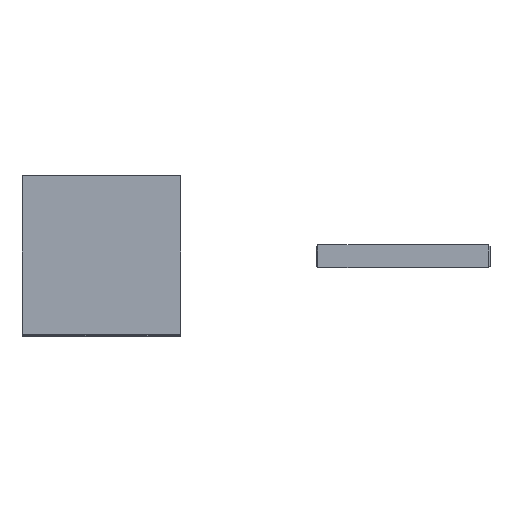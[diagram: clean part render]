
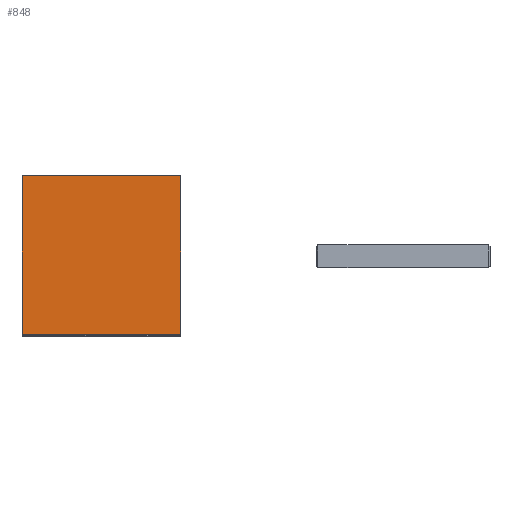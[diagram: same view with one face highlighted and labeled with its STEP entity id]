
A CAD part, top view. The second image highlights one B-rep face of the part: STEP entity #848.
In plain terms, the highlighted planar face has unit normal (0, 0, 1).
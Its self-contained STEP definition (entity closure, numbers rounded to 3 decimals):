
#72=FACE_OUTER_BOUND('',#124,.T.);
#124=EDGE_LOOP('',(#711,#712,#713,#714));
#211=LINE('',#1323,#323);
#218=LINE('',#1337,#330);
#220=LINE('',#1340,#332);
#222=LINE('',#1344,#334);
#323=VECTOR('',#1083,10.);
#330=VECTOR('',#1094,10.);
#332=VECTOR('',#1098,10.);
#334=VECTOR('',#1104,10.);
#412=VERTEX_POINT('',#1320);
#413=VERTEX_POINT('',#1322);
#417=VERTEX_POINT('',#1334);
#418=VERTEX_POINT('',#1336);
#507=EDGE_CURVE('',#412,#413,#211,.T.);
#514=EDGE_CURVE('',#417,#418,#218,.T.);
#516=EDGE_CURVE('',#412,#418,#220,.T.);
#518=EDGE_CURVE('',#413,#417,#222,.T.);
#711=ORIENTED_EDGE('',*,*,#516,.T.);
#712=ORIENTED_EDGE('',*,*,#514,.F.);
#713=ORIENTED_EDGE('',*,*,#518,.F.);
#714=ORIENTED_EDGE('',*,*,#507,.F.);
#802=PLANE('',#934);
#848=ADVANCED_FACE('',(#72),#802,.F.);
#934=AXIS2_PLACEMENT_3D('',#1345,#1105,#1106);
#1083=DIRECTION('',(1.,0.,0.));
#1094=DIRECTION('',(-1.,0.,0.));
#1098=DIRECTION('',(0.,-1.,0.));
#1104=DIRECTION('',(0.,-1.,0.));
#1105=DIRECTION('center_axis',(0.,0.,-1.));
#1106=DIRECTION('ref_axis',(0.,1.,0.));
#1320=CARTESIAN_POINT('',(-105.,105.,300.));
#1322=CARTESIAN_POINT('',(0.,105.,300.));
#1323=CARTESIAN_POINT('',(-52.5,105.,300.));
#1334=CARTESIAN_POINT('',(0.,0.,300.));
#1336=CARTESIAN_POINT('',(-105.,0.,300.));
#1337=CARTESIAN_POINT('',(-52.5,0.,300.));
#1340=CARTESIAN_POINT('',(-105.,52.5,300.));
#1344=CARTESIAN_POINT('',(0.,52.5,300.));
#1345=CARTESIAN_POINT('Origin',(-52.5,52.5,300.));
